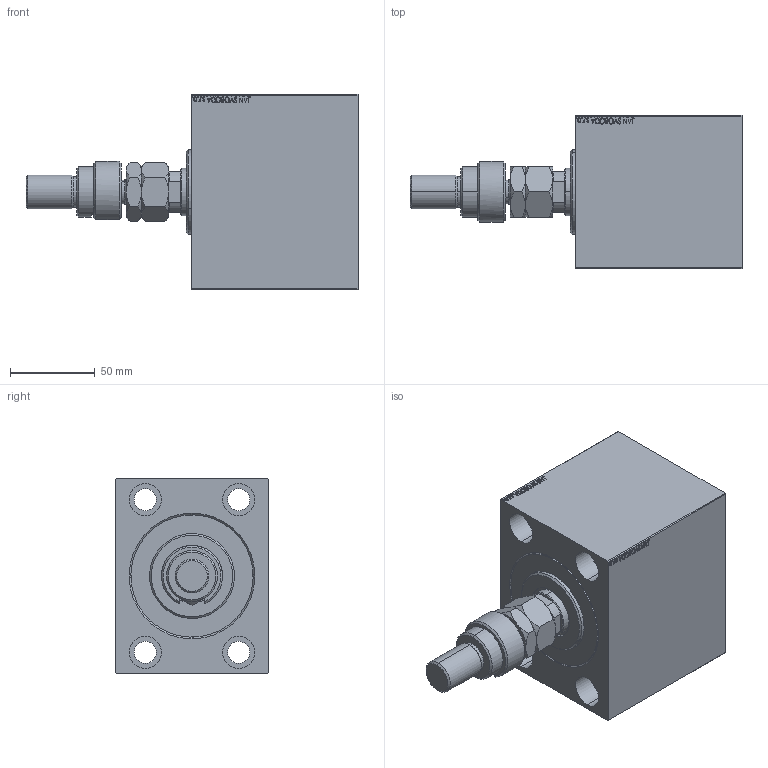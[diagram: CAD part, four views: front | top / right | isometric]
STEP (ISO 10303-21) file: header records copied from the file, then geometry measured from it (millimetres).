
FILE_DESCRIPTION (( 'STEP AP203' ), '1' );
FILE_NAME ('5091.STEP', '2022-04-17T06:26:10', ( '' ), ( '' ), 'SwSTEP 2.0', 'SolidWorks 2019', '' );
FILE_SCHEMA (( 'CONFIG_CONTROL_DESIGN' ));
Length unit declared in the file: millimetre
Products named in the file (7): FEMALE_PART_FOR_DFA a1da32d74b2cc0daa1eb7a24e147bbec; DFA a1da32d74b2cc0daa1eb7a24e147bbec; V450CM_VC_B a1da32d74b2cc0daa1eb7a24e147bbec; 5091; V450CM_C_Body a1da32d74b2cc0daa1eb7a24e147bbec; MFA a1da32d74b2cc0daa1eb7a24e147bbec; V450CM_C_VCP a1da32d74b2cc0daa1eb7a24e147bbec
Assembly tree (6 placements, depth 3):
  5091
    V450CM_C_Body a1da32d74b2cc0daa1eb7a24e147bbec
    V450CM_C_VCP a1da32d74b2cc0daa1eb7a24e147bbec
    V450CM_VC_B a1da32d74b2cc0daa1eb7a24e147bbec
    DFA a1da32d74b2cc0daa1eb7a24e147bbec
      FEMALE_PART_FOR_DFA a1da32d74b2cc0daa1eb7a24e147bbec
      MFA a1da32d74b2cc0daa1eb7a24e147bbec
Bounding box: 195.5 x 90 x 115 mm (x, y, z)
Volume: 942553.8 mm3; surface area: 129670 mm2
Topology: 5 solids, 5 shells, 946 faces, 2396 edges, 1571 vertices
Faces by surface type: plane 437, bspline 380, cylinder 71, cone 54, torus 4
Entity records: 46777 total; most frequent: CARTESIAN_POINT 25783, ORIENTED_EDGE 4788, DIRECTION 2934, EDGE_CURVE 2394, VERTEX_POINT 1571, VECTOR 1362, LINE 1362, EDGE_LOOP 1073
